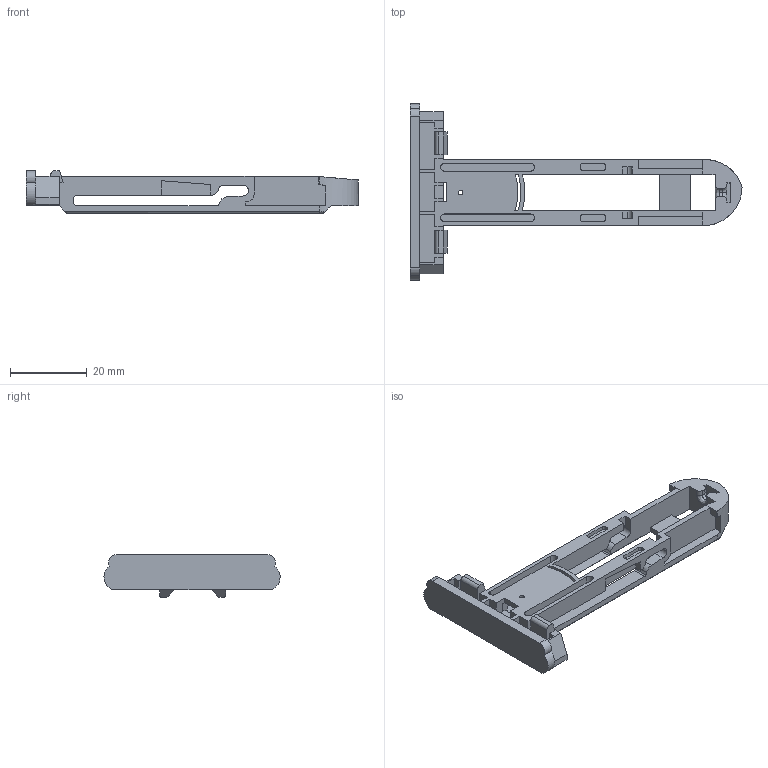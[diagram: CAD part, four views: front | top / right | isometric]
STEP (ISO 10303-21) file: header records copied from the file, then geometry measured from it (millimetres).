
FILE_DESCRIPTION (( 'STEP AP203' ), '1' );
FILE_NAME ('Schieber.step', '2017-06-22T15:56:07', ( '' ), ( '' ), 'SwSTEP 2.0', 'SolidWorks 2016', '' );
FILE_SCHEMA (( 'CONFIG_CONTROL_DESIGN' ));
Length unit declared in the file: millimetre
Products named in the file (1): Schieber
Bounding box: 86.7 x 46 x 11.1 mm (x, y, z)
Surface area: 7693.1 mm2 (no closed solid volume)
Topology: 0 solids, 1 shells, 214 faces, 619 edges, 403 vertices
Faces by surface type: plane 145, cylinder 64, bspline 5
Entity records: 7222 total; most frequent: CARTESIAN_POINT 1453, ORIENTED_EDGE 1238, DIRECTION 1146, EDGE_CURVE 619, LINE 466, VECTOR 466, VERTEX_POINT 403, AXIS2_PLACEMENT_3D 340
